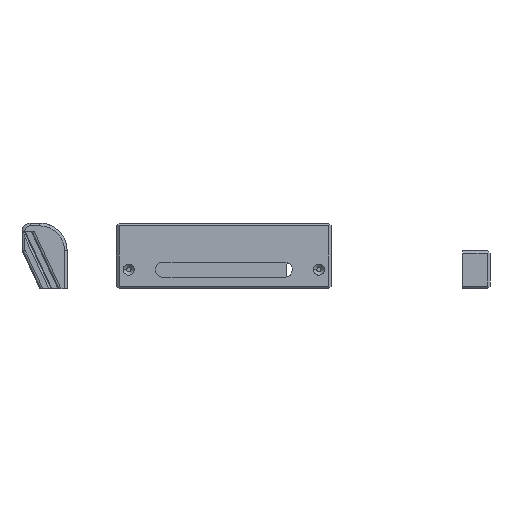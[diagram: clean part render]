
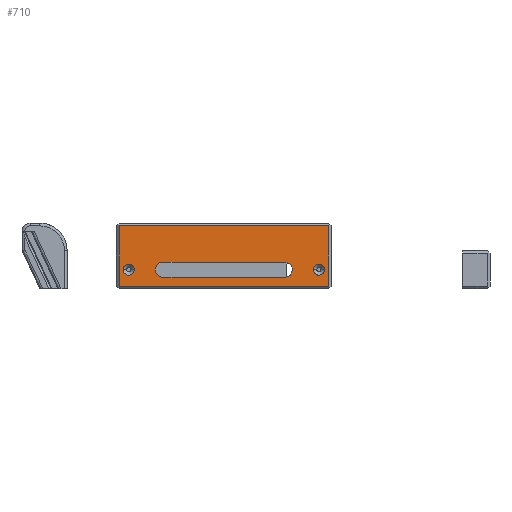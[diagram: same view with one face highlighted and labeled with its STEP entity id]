
A CAD part, left-side view. The second image highlights one B-rep face of the part: STEP entity #710.
In plain terms, the highlighted planar face has unit normal (-1, 0, 0).
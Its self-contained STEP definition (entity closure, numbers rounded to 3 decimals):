
#710=ADVANCED_FACE('',(#1510,#1511,#1512,#1513),#1514,.T.);
#1510=FACE_BOUND('',#2427,.T.);
#1511=FACE_BOUND('',#2428,.T.);
#1512=FACE_BOUND('',#2429,.T.);
#1513=FACE_OUTER_BOUND('',#2430,.T.);
#1514=PLANE('',#2431);
#2427=EDGE_LOOP('',(#4281,#4282,#4283,#4284,#4285,#4286));
#2428=EDGE_LOOP('',(#4287,#4288));
#2429=EDGE_LOOP('',(#4289,#4290));
#2430=EDGE_LOOP('',(#4291,#4292,#4293,#4294));
#2431=AXIS2_PLACEMENT_3D('',#4295,#4296,#4297);
#4281=ORIENTED_EDGE('',*,*,#5710,.T.);
#4282=ORIENTED_EDGE('',*,*,#5761,.T.);
#4283=ORIENTED_EDGE('',*,*,#5763,.F.);
#4284=ORIENTED_EDGE('',*,*,#5715,.T.);
#4285=ORIENTED_EDGE('',*,*,#5754,.T.);
#4286=ORIENTED_EDGE('',*,*,#5757,.F.);
#4287=ORIENTED_EDGE('',*,*,#5707,.T.);
#4288=ORIENTED_EDGE('',*,*,#5766,.T.);
#4289=ORIENTED_EDGE('',*,*,#5703,.T.);
#4290=ORIENTED_EDGE('',*,*,#5767,.T.);
#4291=ORIENTED_EDGE('',*,*,#5768,.F.);
#4292=ORIENTED_EDGE('',*,*,#5769,.F.);
#4293=ORIENTED_EDGE('',*,*,#5770,.F.);
#4294=ORIENTED_EDGE('',*,*,#5771,.F.);
#4295=CARTESIAN_POINT('',(-101.65,0.,14.0));
#4296=DIRECTION('',(-1.0,0.,0.));
#4297=DIRECTION('',(0.,1.0,0.));
#5703=EDGE_CURVE('',#6943,#6945,#6947,.T.);
#5707=EDGE_CURVE('',#6949,#6951,#6953,.T.);
#5710=EDGE_CURVE('',#6958,#6955,#6959,.T.);
#5715=EDGE_CURVE('',#6967,#6964,#6968,.T.);
#5754=EDGE_CURVE('',#6964,#7028,#7030,.T.);
#5757=EDGE_CURVE('',#6958,#7028,#7033,.T.);
#5761=EDGE_CURVE('',#6955,#7037,#7039,.T.);
#5763=EDGE_CURVE('',#6967,#7037,#7041,.T.);
#5766=EDGE_CURVE('',#6951,#6949,#7044,.T.);
#5767=EDGE_CURVE('',#6945,#6943,#7045,.T.);
#5768=EDGE_CURVE('',#7046,#7047,#7048,.T.);
#5769=EDGE_CURVE('',#7049,#7046,#7050,.T.);
#5770=EDGE_CURVE('',#7051,#7049,#7052,.T.);
#5771=EDGE_CURVE('',#7047,#7051,#7053,.T.);
#6943=VERTEX_POINT('',#8596);
#6945=VERTEX_POINT('',#8599);
#6947=CIRCLE('',#8602,2.0);
#6949=VERTEX_POINT('',#8604);
#6951=VERTEX_POINT('',#8607);
#6953=CIRCLE('',#8610,2.0);
#6955=VERTEX_POINT('',#8612);
#6958=VERTEX_POINT('',#8616);
#6959=CIRCLE('',#8617,2.75);
#6964=VERTEX_POINT('',#8623);
#6967=VERTEX_POINT('',#8627);
#6968=CIRCLE('',#8628,2.75);
#7028=VERTEX_POINT('',#8707);
#7030=CIRCLE('',#8710,2.75);
#7033=LINE('',#8714,#8715);
#7037=VERTEX_POINT('',#8719);
#7039=CIRCLE('',#8722,2.75);
#7041=LINE('',#8724,#8725);
#7044=CIRCLE('',#8729,2.0);
#7045=CIRCLE('',#8730,2.0);
#7046=VERTEX_POINT('',#8731);
#7047=VERTEX_POINT('',#8732);
#7048=LINE('',#8733,#8734);
#7049=VERTEX_POINT('',#8735);
#7050=LINE('',#8736,#8737);
#7051=VERTEX_POINT('',#8738);
#7052=LINE('',#8739,#8740);
#7053=LINE('',#8741,#8742);
#8596=CARTESIAN_POINT('',(-101.65,-32.75,7.));
#8599=CARTESIAN_POINT('',(-101.65,-36.75,7.));
#8602=AXIS2_PLACEMENT_3D('',#9894,#9895,#9896);
#8604=CARTESIAN_POINT('',(-101.65,36.75,7.));
#8607=CARTESIAN_POINT('',(-101.65,32.75,7.));
#8610=AXIS2_PLACEMENT_3D('',#9899,#9900,#9901);
#8612=CARTESIAN_POINT('',(-101.65,24.195,8.945));
#8616=CARTESIAN_POINT('',(-101.65,22.25,4.25));
#8617=AXIS2_PLACEMENT_3D('',#9903,#9904,#9905);
#8623=CARTESIAN_POINT('',(-101.65,-24.195,5.055));
#8627=CARTESIAN_POINT('',(-101.65,-22.25,9.75));
#8628=AXIS2_PLACEMENT_3D('',#9911,#9912,#9913);
#8707=CARTESIAN_POINT('',(-101.65,-22.25,4.25));
#8710=AXIS2_PLACEMENT_3D('',#9964,#9965,#9966);
#8714=CARTESIAN_POINT('',(-101.65,-25.0,4.25));
#8715=VECTOR('',#9968,1.0);
#8719=CARTESIAN_POINT('',(-101.65,22.25,9.75));
#8722=AXIS2_PLACEMENT_3D('',#9973,#9974,#9975);
#8724=CARTESIAN_POINT('',(-101.65,25.0,9.75));
#8725=VECTOR('',#9976,1.0);
#8729=AXIS2_PLACEMENT_3D('',#9978,#9979,#9980);
#8730=AXIS2_PLACEMENT_3D('',#9981,#9982,#9983);
#8731=CARTESIAN_POINT('',(-101.65,-38.25,1.));
#8732=CARTESIAN_POINT('',(-101.65,38.25,1.));
#8733=CARTESIAN_POINT('',(-101.65,-17.125,1.));
#8734=VECTOR('',#9984,1.0);
#8735=CARTESIAN_POINT('',(-101.65,-38.25,23.0));
#8736=CARTESIAN_POINT('',(-101.65,-38.25,10.5));
#8737=VECTOR('',#9985,1.);
#8738=CARTESIAN_POINT('',(-101.65,38.25,23.0));
#8739=CARTESIAN_POINT('',(-101.65,-17.375,23.0));
#8740=VECTOR('',#9986,1.0);
#8741=CARTESIAN_POINT('',(-101.65,38.25,10.5));
#8742=VECTOR('',#9987,1.0);
#9894=CARTESIAN_POINT('',(-101.65,-34.75,7.));
#9895=DIRECTION('',(1.0,0.,0.));
#9896=DIRECTION('',(0.,1.0,0.));
#9899=CARTESIAN_POINT('',(-101.65,34.75,7.));
#9900=DIRECTION('',(1.0,0.,0.));
#9901=DIRECTION('',(0.,1.0,0.));
#9903=CARTESIAN_POINT('',(-101.65,22.25,7.));
#9904=DIRECTION('',(1.0,0.,0.));
#9905=DIRECTION('',(0.,0.707,-0.707));
#9911=CARTESIAN_POINT('',(-101.65,-22.25,7.));
#9912=DIRECTION('',(1.0,0.,0.));
#9913=DIRECTION('',(0.,-0.707,0.707));
#9964=CARTESIAN_POINT('',(-101.65,-22.25,7.));
#9965=DIRECTION('',(1.0,0.,0.));
#9966=DIRECTION('',(0.,-0.707,0.707));
#9968=DIRECTION('',(0.,-1.0,0.0));
#9973=CARTESIAN_POINT('',(-101.65,22.25,7.));
#9974=DIRECTION('',(1.0,0.,0.));
#9975=DIRECTION('',(0.,0.707,-0.707));
#9976=DIRECTION('',(0.,1.0,0.0));
#9978=CARTESIAN_POINT('',(-101.65,34.75,7.));
#9979=DIRECTION('',(1.0,0.,0.));
#9980=DIRECTION('',(0.,1.0,0.));
#9981=CARTESIAN_POINT('',(-101.65,-34.75,7.));
#9982=DIRECTION('',(1.0,0.,0.));
#9983=DIRECTION('',(0.,1.0,0.));
#9984=DIRECTION('',(0.,1.0,0.0));
#9985=DIRECTION('',(0.,0.,-1.0));
#9986=DIRECTION('',(0.,-1.0,0.0));
#9987=DIRECTION('',(0.0,0.0,1.0));
